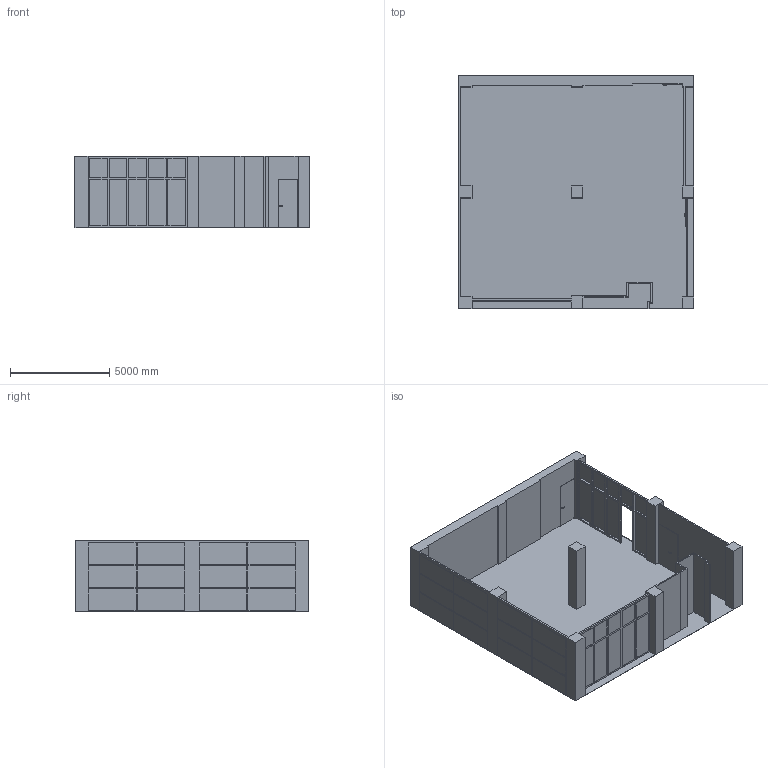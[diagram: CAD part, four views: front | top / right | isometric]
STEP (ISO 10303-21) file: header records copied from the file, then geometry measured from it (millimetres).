
FILE_DESCRIPTION(('CATIA V5 STEP Exchange','CAx-IF Rec.Pracs.--- Model Styling and Organization---1.2---2011-12-15'),'2;1');
FILE_NAME('zidovi_sticker.stp','2023-02-14T15:03:41+00:00',('none'),('none'),'CATIA Version 5 Release 21 SP 6 (IN-10)','CATIA V5 STEP AP214','none');
FILE_SCHEMA(('AUTOMOTIVE_DESIGN { 1 0 10303 214 1 1 1 1 }'));
Length unit declared in the file: millimetre
Products named in the file (2): zidovi_sticker; zidovi
Assembly tree (1 placements, depth 2):
  zidovi_sticker
    zidovi
Bounding box: 11905 x 11800 x 3610 mm (x, y, z)
Volume: 36468622000 mm3; surface area: 658465200 mm2
Topology: 1 solids, 1 shells, 403 faces, 1021 edges, 679 vertices
Faces by surface type: plane 403
Entity records: 10695 total; most frequent: ORIENTED_EDGE 2042, CARTESIAN_POINT 1802, DIRECTION 1225, VECTOR 1021, EDGE_CURVE 1021, LINE 1021, VERTEX_POINT 679, EDGE_LOOP 468
